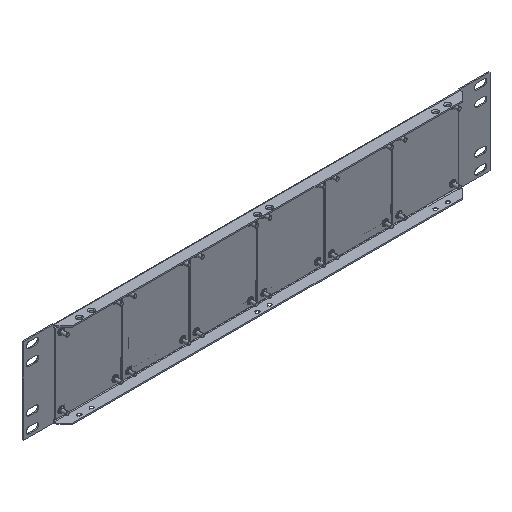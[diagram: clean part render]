
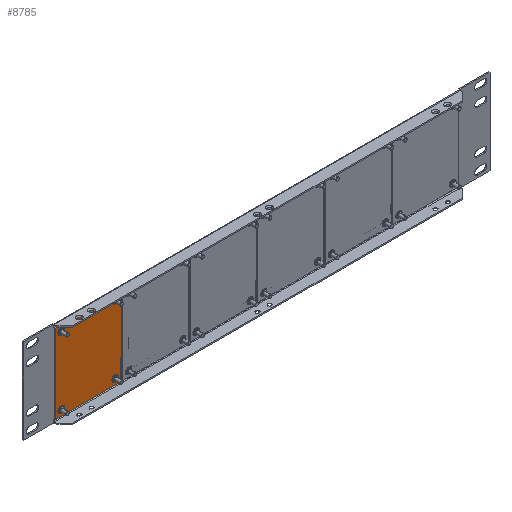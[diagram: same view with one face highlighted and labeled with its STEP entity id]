
A CAD part, isometric view. The second image highlights one B-rep face of the part: STEP entity #8785.
In plain terms, the highlighted planar face has unit normal (0, -1, 0).
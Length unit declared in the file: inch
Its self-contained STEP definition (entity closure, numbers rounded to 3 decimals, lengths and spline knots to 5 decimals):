
#455 = LINE ( 'NONE', #13177, #11242 ) ;
#471 = DIRECTION ( 'NONE',  ( 0., 0., 1. ) ) ;
#474 = DIRECTION ( 'NONE',  ( 0., 0., -1. ) ) ;
#496 = FACE_BOUND ( 'NONE', #6302, .T. ) ;
#648 = CARTESIAN_POINT ( 'NONE',  ( 1.34, 0., -1.615 ) ) ;
#774 = CARTESIAN_POINT ( 'NONE',  ( 1.1, 0., 1.50816 ) ) ;
#849 = DIRECTION ( 'NONE',  ( 0., -1., 0. ) ) ;
#959 = ORIENTED_EDGE ( 'NONE', *, *, #13433, .F. ) ;
#985 = CARTESIAN_POINT ( 'NONE',  ( -1.34, 0., -1.615 ) ) ;
#1266 = VECTOR ( 'NONE', #16232, 39.37008 ) ;
#1345 = CIRCLE ( 'NONE', #5176, 0.12816 ) ;
#1443 = CIRCLE ( 'NONE', #17299, 0.12816 ) ;
#1935 = VERTEX_POINT ( 'NONE', #4535 ) ;
#1977 = VERTEX_POINT ( 'NONE', #774 ) ;
#2091 = ORIENTED_EDGE ( 'NONE', *, *, #6560, .F. ) ;
#2355 = ORIENTED_EDGE ( 'NONE', *, *, #9427, .F. ) ;
#2528 = EDGE_CURVE ( 'NONE', #11452, #11087, #455, .T. ) ;
#2635 = LINE ( 'NONE', #10809, #5964 ) ;
#2789 = AXIS2_PLACEMENT_3D ( 'NONE', #985, #5630, #16013 ) ;
#3737 = CARTESIAN_POINT ( 'NONE',  ( 1.1, 0., -1.38 ) ) ;
#3988 = CARTESIAN_POINT ( 'NONE',  ( 1.1, 0., -1.25184 ) ) ;
#4089 = DIRECTION ( 'NONE',  ( 0., -1., 0. ) ) ;
#4282 = FACE_BOUND ( 'NONE', #12868, .T. ) ;
#4475 = DIRECTION ( 'NONE',  ( 0., 0., -1. ) ) ;
#4493 = CARTESIAN_POINT ( 'NONE',  ( -1.1, 0., -1.38 ) ) ;
#4531 = VERTEX_POINT ( 'NONE', #3988 ) ;
#4535 = CARTESIAN_POINT ( 'NONE',  ( -1.1, 0., 1.50816 ) ) ;
#4606 = LINE ( 'NONE', #648, #15798 ) ;
#4623 = DIRECTION ( 'NONE',  ( 0., 0., -1. ) ) ;
#4673 = CIRCLE ( 'NONE', #10840, 0.12816 ) ;
#4679 = DIRECTION ( 'NONE',  ( 0., -1., 0. ) ) ;
#5039 = LINE ( 'NONE', #13018, #1266 ) ;
#5102 = EDGE_CURVE ( 'NONE', #11452, #9087, #2635, .T. ) ;
#5176 = AXIS2_PLACEMENT_3D ( 'NONE', #11502, #8692, #4475 ) ;
#5211 = EDGE_CURVE ( 'NONE', #11087, #8332, #5039, .T. ) ;
#5366 = VERTEX_POINT ( 'NONE', #13038 ) ;
#5372 = DIRECTION ( 'NONE',  ( 0., 0., -1. ) ) ;
#5533 = CARTESIAN_POINT ( 'NONE',  ( -1.1, 0., 1.38 ) ) ;
#5549 = CARTESIAN_POINT ( 'NONE',  ( 1.1, 0., -1.38 ) ) ;
#5630 = DIRECTION ( 'NONE',  ( 0., -1., 0. ) ) ;
#5642 = CARTESIAN_POINT ( 'NONE',  ( -1.1, 0., 1.25184 ) ) ;
#5851 = EDGE_CURVE ( 'NONE', #5366, #4531, #7176, .T. ) ;
#5964 = VECTOR ( 'NONE', #17121, 39.37008 ) ;
#6117 = EDGE_CURVE ( 'NONE', #12196, #7484, #13270, .T. ) ;
#6128 = DIRECTION ( 'NONE',  ( 0., -1., 0. ) ) ;
#6205 = AXIS2_PLACEMENT_3D ( 'NONE', #5533, #6128, #5372 ) ;
#6302 = EDGE_LOOP ( 'NONE', ( #6608, #9395 ) ) ;
#6329 = DIRECTION ( 'NONE',  ( 0., -1., 0. ) ) ;
#6377 = VERTEX_POINT ( 'NONE', #15319 ) ;
#6560 = EDGE_CURVE ( 'NONE', #13754, #1935, #16540, .T. ) ;
#6608 = ORIENTED_EDGE ( 'NONE', *, *, #6117, .F. ) ;
#6724 = EDGE_CURVE ( 'NONE', #6377, #1977, #4673, .T. ) ;
#7083 = DIRECTION ( 'NONE',  ( 0., 0., -1. ) ) ;
#7176 = CIRCLE ( 'NONE', #14681, 0.12816 ) ;
#7311 = DIRECTION ( 'NONE',  ( 0., 0., -1. ) ) ;
#7369 = DIRECTION ( 'NONE',  ( 0., 0., -1. ) ) ;
#7390 = CARTESIAN_POINT ( 'NONE',  ( 1.1, 0., 1.38 ) ) ;
#7464 = CIRCLE ( 'NONE', #17939, 0.12816 ) ;
#7484 = VERTEX_POINT ( 'NONE', #10629 ) ;
#7624 = FACE_BOUND ( 'NONE', #17803, .T. ) ;
#7656 = ORIENTED_EDGE ( 'NONE', *, *, #8098, .F. ) ;
#8098 = EDGE_CURVE ( 'NONE', #4531, #5366, #1443, .T. ) ;
#8332 = VERTEX_POINT ( 'NONE', #10971 ) ;
#8368 = DIRECTION ( 'NONE',  ( 0., 0., -1. ) ) ;
#8692 = DIRECTION ( 'NONE',  ( 0., -1., 0. ) ) ;
#8785 = ADVANCED_FACE ( 'NONE', ( #4282, #7624, #496, #11290, #15039 ), #16460, .T. ) ;
#8936 = DIRECTION ( 'NONE',  ( 0., -1., 0. ) ) ;
#9087 = VERTEX_POINT ( 'NONE', #11135 ) ;
#9395 = ORIENTED_EDGE ( 'NONE', *, *, #17297, .F. ) ;
#9427 = EDGE_CURVE ( 'NONE', #1935, #13754, #1345, .T. ) ;
#9567 = ORIENTED_EDGE ( 'NONE', *, *, #5211, .F. ) ;
#10629 = CARTESIAN_POINT ( 'NONE',  ( -1.1, 0., -1.25184 ) ) ;
#10809 = CARTESIAN_POINT ( 'NONE',  ( -1.34, 0., -1.615 ) ) ;
#10840 = AXIS2_PLACEMENT_3D ( 'NONE', #7390, #849, #7083 ) ;
#10971 = CARTESIAN_POINT ( 'NONE',  ( 1.34, 0., 1.615 ) ) ;
#11087 = VERTEX_POINT ( 'NONE', #15155 ) ;
#11135 = CARTESIAN_POINT ( 'NONE',  ( 1.34, 0., -1.615 ) ) ;
#11242 = VECTOR ( 'NONE', #14997, 39.37008 ) ;
#11290 = FACE_BOUND ( 'NONE', #12635, .T. ) ;
#11452 = VERTEX_POINT ( 'NONE', #12799 ) ;
#11502 = CARTESIAN_POINT ( 'NONE',  ( -1.1, 0., 1.38 ) ) ;
#11562 = EDGE_LOOP ( 'NONE', ( #9567, #12611, #14619, #17091 ) ) ;
#12196 = VERTEX_POINT ( 'NONE', #13835 ) ;
#12206 = CARTESIAN_POINT ( 'NONE',  ( 1.1, 0., 1.38 ) ) ;
#12383 = EDGE_CURVE ( 'NONE', #9087, #8332, #4606, .T. ) ;
#12611 = ORIENTED_EDGE ( 'NONE', *, *, #2528, .F. ) ;
#12635 = EDGE_LOOP ( 'NONE', ( #13607, #7656 ) ) ;
#12799 = CARTESIAN_POINT ( 'NONE',  ( -1.34, 0., -1.615 ) ) ;
#12868 = EDGE_LOOP ( 'NONE', ( #2091, #2355 ) ) ;
#13018 = CARTESIAN_POINT ( 'NONE',  ( -1.34, 0., 1.615 ) ) ;
#13038 = CARTESIAN_POINT ( 'NONE',  ( 1.1, 0., -1.50816 ) ) ;
#13177 = CARTESIAN_POINT ( 'NONE',  ( -1.34, 0., -1.615 ) ) ;
#13270 = CIRCLE ( 'NONE', #14882, 0.12816 ) ;
#13316 = ORIENTED_EDGE ( 'NONE', *, *, #6724, .F. ) ;
#13433 = EDGE_CURVE ( 'NONE', #1977, #6377, #7464, .T. ) ;
#13607 = ORIENTED_EDGE ( 'NONE', *, *, #5851, .F. ) ;
#13754 = VERTEX_POINT ( 'NONE', #5642 ) ;
#13835 = CARTESIAN_POINT ( 'NONE',  ( -1.1, 0., -1.50816 ) ) ;
#14619 = ORIENTED_EDGE ( 'NONE', *, *, #5102, .T. ) ;
#14681 = AXIS2_PLACEMENT_3D ( 'NONE', #5549, #16426, #7311 ) ;
#14882 = AXIS2_PLACEMENT_3D ( 'NONE', #4493, #4089, #4623 ) ;
#14997 = DIRECTION ( 'NONE',  ( 0., 0., 1. ) ) ;
#15039 = FACE_OUTER_BOUND ( 'NONE', #11562, .T. ) ;
#15155 = CARTESIAN_POINT ( 'NONE',  ( -1.34, 0., 1.615 ) ) ;
#15319 = CARTESIAN_POINT ( 'NONE',  ( 1.1, 0., 1.25184 ) ) ;
#15798 = VECTOR ( 'NONE', #471, 39.37008 ) ;
#16013 = DIRECTION ( 'NONE',  ( 0., 0., -1. ) ) ;
#16232 = DIRECTION ( 'NONE',  ( 1., 0., 0. ) ) ;
#16426 = DIRECTION ( 'NONE',  ( 0., -1., 0. ) ) ;
#16460 = PLANE ( 'NONE',  #2789 ) ;
#16540 = CIRCLE ( 'NONE', #6205, 0.12816 ) ;
#17091 = ORIENTED_EDGE ( 'NONE', *, *, #12383, .T. ) ;
#17121 = DIRECTION ( 'NONE',  ( 1., 0., 0. ) ) ;
#17185 = AXIS2_PLACEMENT_3D ( 'NONE', #17421, #8936, #474 ) ;
#17297 = EDGE_CURVE ( 'NONE', #7484, #12196, #17695, .T. ) ;
#17299 = AXIS2_PLACEMENT_3D ( 'NONE', #3737, #4679, #8368 ) ;
#17421 = CARTESIAN_POINT ( 'NONE',  ( -1.1, 0., -1.38 ) ) ;
#17695 = CIRCLE ( 'NONE', #17185, 0.12816 ) ;
#17803 = EDGE_LOOP ( 'NONE', ( #13316, #959 ) ) ;
#17939 = AXIS2_PLACEMENT_3D ( 'NONE', #12206, #6329, #7369 ) ;
